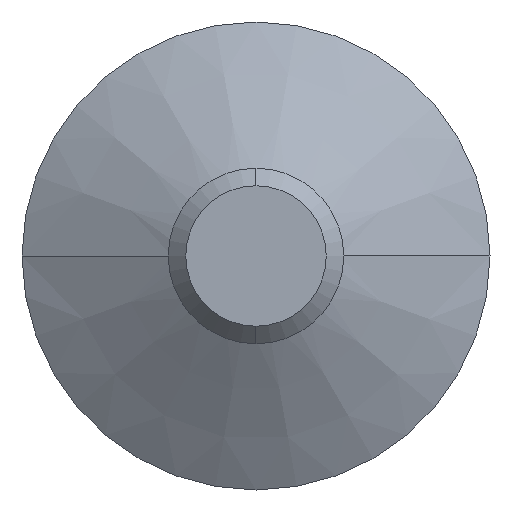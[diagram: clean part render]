
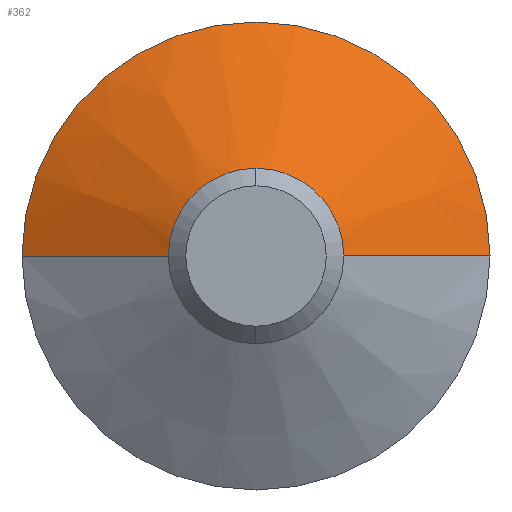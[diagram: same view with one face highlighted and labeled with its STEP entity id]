
A CAD part, left-side view. The second image highlights one B-rep face of the part: STEP entity #362.
In plain terms, the highlighted conical face has half-angle 60 degrees and reference radius 16 mm.
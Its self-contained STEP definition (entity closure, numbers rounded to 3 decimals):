
#6 = EDGE_CURVE ( 'NONE', #662, #425, #570, .T. ) ;
#23 = CARTESIAN_POINT ( 'NONE',  ( 61.682, 0., 0. ) ) ;
#28 = ORIENTED_EDGE ( 'NONE', *, *, #633, .F. ) ;
#38 = CARTESIAN_POINT ( 'NONE',  ( 67.6, 0., 0. ) ) ;
#45 = VERTEX_POINT ( 'NONE', #413 ) ;
#96 = ORIENTED_EDGE ( 'NONE', *, *, #164, .T. ) ;
#135 = EDGE_CURVE ( 'NONE', #662, #209, #449, .T. ) ;
#141 = FACE_OUTER_BOUND ( 'NONE', #612, .T. ) ;
#164 = EDGE_CURVE ( 'NONE', #425, #45, #380, .T. ) ;
#177 = CONICAL_SURFACE ( 'NONE', #387, 16., 1.047 ) ;
#182 = ORIENTED_EDGE ( 'NONE', *, *, #238, .T. ) ;
#199 = VERTEX_POINT ( 'NONE', #514 ) ;
#209 = VERTEX_POINT ( 'NONE', #403 ) ;
#211 = CARTESIAN_POINT ( 'NONE',  ( 67.6, -16., 0. ) ) ;
#238 = EDGE_CURVE ( 'NONE', #45, #199, #364, .T. ) ;
#246 = CARTESIAN_POINT ( 'NONE',  ( 61.682, 0., 0. ) ) ;
#256 = CARTESIAN_POINT ( 'NONE',  ( 67.6, 16., 0. ) ) ;
#297 = ORIENTED_EDGE ( 'NONE', *, *, #135, .F. ) ;
#301 = VECTOR ( 'NONE', #481, 1000. ) ;
#302 = DIRECTION ( 'NONE',  ( 0., 1., 0. ) ) ;
#307 = DIRECTION ( 'NONE',  ( 0.5, 0.866, 0. ) ) ;
#327 = AXIS2_PLACEMENT_3D ( 'NONE', #23, #366, #302 ) ;
#334 = DIRECTION ( 'NONE',  ( 1., 0., 0. ) ) ;
#343 = AXIS2_PLACEMENT_3D ( 'NONE', #38, #334, #602 ) ;
#362 = ADVANCED_FACE ( 'NONE', ( #141 ), #177, .T. ) ;
#364 = LINE ( 'NONE', #211, #301 ) ;
#366 = DIRECTION ( 'NONE',  ( 1., 0., 0. ) ) ;
#380 = CIRCLE ( 'NONE', #327, 5.75 ) ;
#387 = AXIS2_PLACEMENT_3D ( 'NONE', #471, #539, #516 ) ;
#403 = CARTESIAN_POINT ( 'NONE',  ( 67.6, 16., 0. ) ) ;
#413 = CARTESIAN_POINT ( 'NONE',  ( 61.682, -5.75, 0. ) ) ;
#424 = ORIENTED_EDGE ( 'NONE', *, *, #6, .T. ) ;
#425 = VERTEX_POINT ( 'NONE', #467 ) ;
#449 = LINE ( 'NONE', #256, #594 ) ;
#467 = CARTESIAN_POINT ( 'NONE',  ( 61.682, 0., 5.75 ) ) ;
#471 = CARTESIAN_POINT ( 'NONE',  ( 67.6, 0., 0. ) ) ;
#479 = CIRCLE ( 'NONE', #343, 16. ) ;
#481 = DIRECTION ( 'NONE',  ( 0.5, -0.866, 0. ) ) ;
#485 = DIRECTION ( 'NONE',  ( 0., 1., 0. ) ) ;
#514 = CARTESIAN_POINT ( 'NONE',  ( 67.6, -16., 0. ) ) ;
#516 = DIRECTION ( 'NONE',  ( 0., 1., 0. ) ) ;
#539 = DIRECTION ( 'NONE',  ( 1., 0., 0. ) ) ;
#552 = CARTESIAN_POINT ( 'NONE',  ( 61.682, 5.75, 0. ) ) ;
#564 = AXIS2_PLACEMENT_3D ( 'NONE', #246, #620, #485 ) ;
#570 = CIRCLE ( 'NONE', #564, 5.75 ) ;
#594 = VECTOR ( 'NONE', #307, 1000. ) ;
#602 = DIRECTION ( 'NONE',  ( 0., 1., 0. ) ) ;
#612 = EDGE_LOOP ( 'NONE', ( #96, #182, #28, #297, #424 ) ) ;
#620 = DIRECTION ( 'NONE',  ( 1., 0., 0. ) ) ;
#633 = EDGE_CURVE ( 'NONE', #209, #199, #479, .T. ) ;
#662 = VERTEX_POINT ( 'NONE', #552 ) ;
